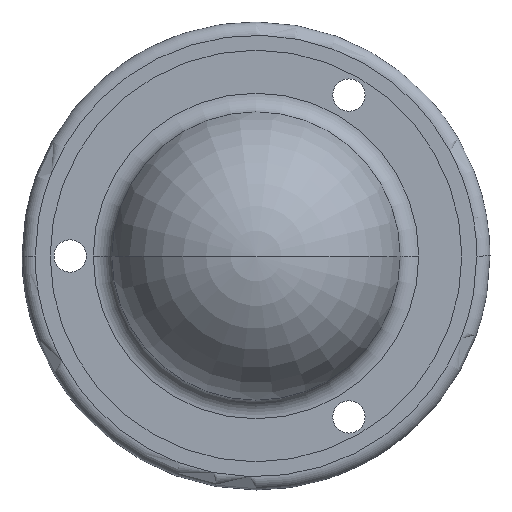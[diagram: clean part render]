
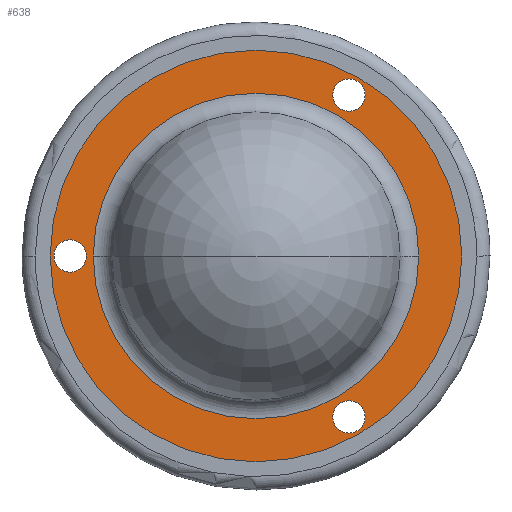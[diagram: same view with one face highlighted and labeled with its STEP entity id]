
A CAD part, front view. The second image highlights one B-rep face of the part: STEP entity #638.
In plain terms, the highlighted planar face has unit normal (0, -1, 0).
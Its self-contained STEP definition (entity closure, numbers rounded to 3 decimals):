
#15 = ORIENTED_EDGE ( 'NONE', *, *, #1184, .T. ) ;
#47 = CARTESIAN_POINT ( 'NONE',  ( -29.343, 1.175, 0. ) ) ;
#64 = DIRECTION ( 'NONE',  ( 0., 1., 0. ) ) ;
#109 = DIRECTION ( 'NONE',  ( 1., 0., 0. ) ) ;
#139 = VERTEX_POINT ( 'NONE', #535 ) ;
#178 = AXIS2_PLACEMENT_3D ( 'NONE', #1517, #572, #580 ) ;
#184 = CARTESIAN_POINT ( 'NONE',  ( -32.5, 1.175, 0. ) ) ;
#187 = DIRECTION ( 'NONE',  ( -1., 0., 0. ) ) ;
#191 = DIRECTION ( 'NONE',  ( 0., 1., 0. ) ) ;
#203 = CARTESIAN_POINT ( 'NONE',  ( 14.672, 1.175, 25.412 ) ) ;
#243 = CARTESIAN_POINT ( 'NONE',  ( 14.672, 1.175, 22.862 ) ) ;
#257 = FACE_BOUND ( 'NONE', #750, .T. ) ;
#269 = CARTESIAN_POINT ( 'NONE',  ( 0., 1.175, 0. ) ) ;
#303 = CIRCLE ( 'NONE', #509, 32.5 ) ;
#311 = EDGE_LOOP ( 'NONE', ( #799, #564 ) ) ;
#353 = DIRECTION ( 'NONE',  ( 0., 1., 0. ) ) ;
#356 = CARTESIAN_POINT ( 'NONE',  ( 25.703, 1.175, 0. ) ) ;
#385 = CIRCLE ( 'NONE', #178, 2.55 ) ;
#391 = VERTEX_POINT ( 'NONE', #1536 ) ;
#446 = ORIENTED_EDGE ( 'NONE', *, *, #532, .T. ) ;
#462 = EDGE_LOOP ( 'NONE', ( #446, #1181 ) ) ;
#486 = EDGE_LOOP ( 'NONE', ( #989, #1099 ) ) ;
#487 = CIRCLE ( 'NONE', #1464, 2.55 ) ;
#497 = FACE_OUTER_BOUND ( 'NONE', #1225, .T. ) ;
#509 = AXIS2_PLACEMENT_3D ( 'NONE', #1550, #699, #1183 ) ;
#530 = DIRECTION ( 'NONE',  ( 0., 0., 1. ) ) ;
#532 = EDGE_CURVE ( 'NONE', #1469, #545, #487, .T. ) ;
#535 = CARTESIAN_POINT ( 'NONE',  ( -29.343, 1.175, -2.55 ) ) ;
#545 = VERTEX_POINT ( 'NONE', #243 ) ;
#561 = CIRCLE ( 'NONE', #1440, 2.55 ) ;
#564 = ORIENTED_EDGE ( 'NONE', *, *, #905, .T. ) ;
#572 = DIRECTION ( 'NONE',  ( 0., 1., 0. ) ) ;
#580 = DIRECTION ( 'NONE',  ( 0., 0., 1. ) ) ;
#584 = CIRCLE ( 'NONE', #1540, 2.55 ) ;
#589 = CARTESIAN_POINT ( 'NONE',  ( 14.672, 1.175, 25.412 ) ) ;
#638 = ADVANCED_FACE ( 'NONE', ( #257, #964, #857, #747, #497 ), #1330, .T. ) ;
#656 = CARTESIAN_POINT ( 'NONE',  ( 14.672, 1.175, -27.962 ) ) ;
#673 = DIRECTION ( 'NONE',  ( -1., 0., 0. ) ) ;
#675 = VERTEX_POINT ( 'NONE', #356 ) ;
#687 = DIRECTION ( 'NONE',  ( 0., 1., 0. ) ) ;
#699 = DIRECTION ( 'NONE',  ( 0., -1., 0. ) ) ;
#711 = AXIS2_PLACEMENT_3D ( 'NONE', #47, #64, #530 ) ;
#716 = AXIS2_PLACEMENT_3D ( 'NONE', #1268, #191, #673 ) ;
#729 = DIRECTION ( 'NONE',  ( 0., 0., 1. ) ) ;
#736 = CARTESIAN_POINT ( 'NONE',  ( -32.5, 1.175, 0. ) ) ;
#747 = FACE_BOUND ( 'NONE', #311, .T. ) ;
#750 = EDGE_LOOP ( 'NONE', ( #994, #15 ) ) ;
#751 = VERTEX_POINT ( 'NONE', #184 ) ;
#756 = CARTESIAN_POINT ( 'NONE',  ( -25.703, 1.175, 0. ) ) ;
#765 = AXIS2_PLACEMENT_3D ( 'NONE', #269, #1234, #187 ) ;
#771 = EDGE_CURVE ( 'NONE', #751, #1131, #1239, .T. ) ;
#773 = CARTESIAN_POINT ( 'NONE',  ( 32.5, 1.175, 0. ) ) ;
#778 = CARTESIAN_POINT ( 'NONE',  ( 0., 1.175, 0. ) ) ;
#786 = DIRECTION ( 'NONE',  ( -1., 0., 0. ) ) ;
#789 = CIRCLE ( 'NONE', #1163, 2.55 ) ;
#799 = ORIENTED_EDGE ( 'NONE', *, *, #1069, .T. ) ;
#857 = FACE_BOUND ( 'NONE', #486, .T. ) ;
#875 = VERTEX_POINT ( 'NONE', #656 ) ;
#905 = EDGE_CURVE ( 'NONE', #675, #1514, #1389, .T. ) ;
#926 = CARTESIAN_POINT ( 'NONE',  ( 14.672, 1.175, 27.962 ) ) ;
#930 = DIRECTION ( 'NONE',  ( 0., 0., 1. ) ) ;
#944 = AXIS2_PLACEMENT_3D ( 'NONE', #778, #1012, #786 ) ;
#960 = EDGE_CURVE ( 'NONE', #391, #875, #561, .T. ) ;
#964 = FACE_BOUND ( 'NONE', #462, .T. ) ;
#972 = DIRECTION ( 'NONE',  ( 0., -1., 0. ) ) ;
#989 = ORIENTED_EDGE ( 'NONE', *, *, #1078, .T. ) ;
#994 = ORIENTED_EDGE ( 'NONE', *, *, #960, .T. ) ;
#1012 = DIRECTION ( 'NONE',  ( 0., -1., 0. ) ) ;
#1069 = EDGE_CURVE ( 'NONE', #1514, #675, #1118, .T. ) ;
#1078 = EDGE_CURVE ( 'NONE', #1490, #139, #1356, .T. ) ;
#1099 = ORIENTED_EDGE ( 'NONE', *, *, #1505, .T. ) ;
#1107 = ORIENTED_EDGE ( 'NONE', *, *, #771, .T. ) ;
#1115 = AXIS2_PLACEMENT_3D ( 'NONE', #736, #972, #109 ) ;
#1118 = CIRCLE ( 'NONE', #765, 25.703 ) ;
#1131 = VERTEX_POINT ( 'NONE', #773 ) ;
#1163 = AXIS2_PLACEMENT_3D ( 'NONE', #1320, #353, #1474 ) ;
#1181 = ORIENTED_EDGE ( 'NONE', *, *, #1370, .T. ) ;
#1183 = DIRECTION ( 'NONE',  ( -1., 0., 0. ) ) ;
#1184 = EDGE_CURVE ( 'NONE', #875, #391, #385, .T. ) ;
#1225 = EDGE_LOOP ( 'NONE', ( #1107, #1539 ) ) ;
#1234 = DIRECTION ( 'NONE',  ( 0., 1., 0. ) ) ;
#1239 = CIRCLE ( 'NONE', #944, 32.5 ) ;
#1268 = CARTESIAN_POINT ( 'NONE',  ( 0., 1.175, 0. ) ) ;
#1296 = DIRECTION ( 'NONE',  ( 0., 0., 1. ) ) ;
#1320 = CARTESIAN_POINT ( 'NONE',  ( -29.343, 1.175, 0. ) ) ;
#1330 = PLANE ( 'NONE',  #1115 ) ;
#1356 = CIRCLE ( 'NONE', #711, 2.55 ) ;
#1370 = EDGE_CURVE ( 'NONE', #545, #1469, #584, .T. ) ;
#1389 = CIRCLE ( 'NONE', #716, 25.703 ) ;
#1402 = CARTESIAN_POINT ( 'NONE',  ( 14.672, 1.175, -25.412 ) ) ;
#1405 = CARTESIAN_POINT ( 'NONE',  ( -29.343, 1.175, 2.55 ) ) ;
#1434 = DIRECTION ( 'NONE',  ( 0., 1., 0. ) ) ;
#1438 = EDGE_CURVE ( 'NONE', #1131, #751, #303, .T. ) ;
#1440 = AXIS2_PLACEMENT_3D ( 'NONE', #1402, #1434, #930 ) ;
#1464 = AXIS2_PLACEMENT_3D ( 'NONE', #203, #687, #729 ) ;
#1469 = VERTEX_POINT ( 'NONE', #926 ) ;
#1474 = DIRECTION ( 'NONE',  ( 0., 0., 1. ) ) ;
#1490 = VERTEX_POINT ( 'NONE', #1405 ) ;
#1505 = EDGE_CURVE ( 'NONE', #139, #1490, #789, .T. ) ;
#1514 = VERTEX_POINT ( 'NONE', #756 ) ;
#1517 = CARTESIAN_POINT ( 'NONE',  ( 14.672, 1.175, -25.412 ) ) ;
#1533 = DIRECTION ( 'NONE',  ( 0., 1., 0. ) ) ;
#1536 = CARTESIAN_POINT ( 'NONE',  ( 14.672, 1.175, -22.862 ) ) ;
#1539 = ORIENTED_EDGE ( 'NONE', *, *, #1438, .T. ) ;
#1540 = AXIS2_PLACEMENT_3D ( 'NONE', #589, #1533, #1296 ) ;
#1550 = CARTESIAN_POINT ( 'NONE',  ( 0., 1.175, 0. ) ) ;
